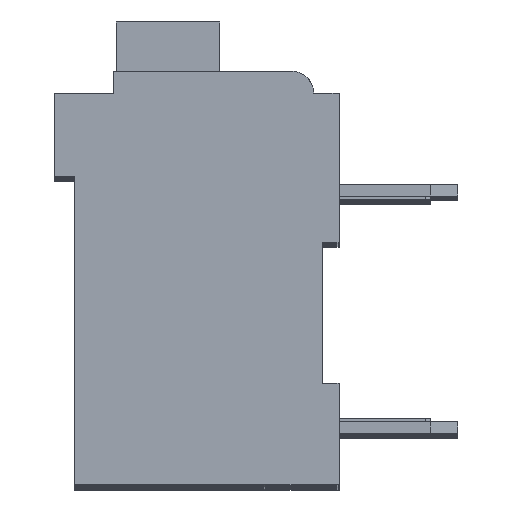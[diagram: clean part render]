
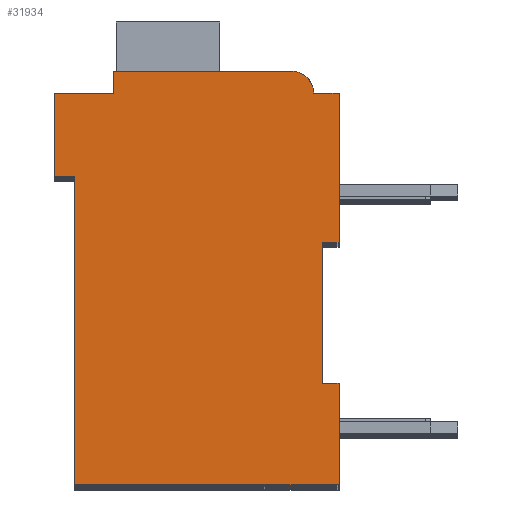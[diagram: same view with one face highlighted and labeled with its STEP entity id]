
A CAD part, top view. The second image highlights one B-rep face of the part: STEP entity #31934.
In plain terms, the highlighted planar face has unit normal (0, 0, 1).
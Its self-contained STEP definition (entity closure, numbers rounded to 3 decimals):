
#3570=DIRECTION('',(1.,0.,0.));
#3571=VECTOR('',#3570,0.5);
#3572=CARTESIAN_POINT('',(7.3,7.15,2.1));
#3573=LINE('',#3572,#3571);
#3574=DIRECTION('',(0.,1.,0.));
#3575=VECTOR('',#3574,4.15);
#3576=CARTESIAN_POINT('',(7.3,3.,2.1));
#3577=LINE('',#3576,#3575);
#3578=DIRECTION('',(-1.,0.,0.));
#3579=VECTOR('',#3578,0.5);
#3580=CARTESIAN_POINT('',(7.8,3.,2.1));
#3581=LINE('',#3580,#3579);
#3582=DIRECTION('',(0.,1.,0.));
#3583=VECTOR('',#3582,3.);
#3584=CARTESIAN_POINT('',(7.8,0.,2.1));
#3585=LINE('',#3584,#3583);
#3586=DIRECTION('',(1.,0.,0.));
#3587=VECTOR('',#3586,7.8);
#3588=CARTESIAN_POINT('',(0.,0.,2.1));
#3589=LINE('',#3588,#3587);
#3590=DIRECTION('',(0.,-1.,0.));
#3591=VECTOR('',#3590,9.1);
#3592=CARTESIAN_POINT('',(0.,9.1,2.1));
#3593=LINE('',#3592,#3591);
#3594=DIRECTION('',(1.,0.,0.));
#3595=VECTOR('',#3594,0.6);
#3596=CARTESIAN_POINT('',(-0.6,9.1,2.1));
#3597=LINE('',#3596,#3595);
#3598=DIRECTION('',(0.,-1.,0.));
#3599=VECTOR('',#3598,2.45);
#3600=CARTESIAN_POINT('',(-0.6,11.55,2.1));
#3601=LINE('',#3600,#3599);
#3602=DIRECTION('',(-1.,0.,0.));
#3603=VECTOR('',#3602,1.75);
#3604=CARTESIAN_POINT('',(1.15,11.55,2.1));
#3605=LINE('',#3604,#3603);
#3606=DIRECTION('',(0.,-1.,0.));
#3607=VECTOR('',#3606,0.65);
#3608=CARTESIAN_POINT('',(1.15,12.2,2.1));
#3609=LINE('',#3608,#3607);
#3610=DIRECTION('',(-1.,0.,0.));
#3611=VECTOR('',#3610,5.25);
#3612=CARTESIAN_POINT('',(6.4,12.2,2.1));
#3613=LINE('',#3612,#3611);
#3614=CARTESIAN_POINT('',(6.4,11.55,2.1));
#3615=DIRECTION('',(0.,0.,1.));
#3616=DIRECTION('',(1.,0.,0.));
#3617=AXIS2_PLACEMENT_3D('',#3614,#3615,#3616);
#3619=DIRECTION('',(-1.,0.,0.));
#3620=VECTOR('',#3619,0.75);
#3621=CARTESIAN_POINT('',(7.8,11.55,2.1));
#3622=LINE('',#3621,#3620);
#3623=DIRECTION('',(0.,1.,0.));
#3624=VECTOR('',#3623,4.4);
#3625=CARTESIAN_POINT('',(7.8,7.15,2.1));
#3626=LINE('',#3625,#3624);
#22195=CARTESIAN_POINT('',(7.3,7.15,2.1));
#22196=CARTESIAN_POINT('',(7.8,7.15,2.1));
#22197=VERTEX_POINT('',#22195);
#22198=VERTEX_POINT('',#22196);
#22199=CARTESIAN_POINT('',(7.8,11.55,2.1));
#22200=VERTEX_POINT('',#22199);
#22201=CARTESIAN_POINT('',(7.05,11.55,2.1));
#22202=VERTEX_POINT('',#22201);
#22203=CARTESIAN_POINT('',(6.4,12.2,2.1));
#22204=VERTEX_POINT('',#22203);
#22205=CARTESIAN_POINT('',(1.15,12.2,2.1));
#22206=VERTEX_POINT('',#22205);
#22207=CARTESIAN_POINT('',(1.15,11.55,2.1));
#22208=VERTEX_POINT('',#22207);
#22209=CARTESIAN_POINT('',(-0.6,11.55,2.1));
#22210=VERTEX_POINT('',#22209);
#22211=CARTESIAN_POINT('',(-0.6,9.1,2.1));
#22212=VERTEX_POINT('',#22211);
#22213=CARTESIAN_POINT('',(0.,9.1,2.1));
#22214=VERTEX_POINT('',#22213);
#22215=CARTESIAN_POINT('',(0.,0.,2.1));
#22216=VERTEX_POINT('',#22215);
#22217=CARTESIAN_POINT('',(7.8,0.,2.1));
#22218=VERTEX_POINT('',#22217);
#22219=CARTESIAN_POINT('',(7.8,3.,2.1));
#22220=VERTEX_POINT('',#22219);
#22221=CARTESIAN_POINT('',(7.3,3.,2.1));
#22222=VERTEX_POINT('',#22221);
#31904=CARTESIAN_POINT('',(0.,0.,2.1));
#31905=DIRECTION('',(0.,0.,1.));
#31906=DIRECTION('',(1.,0.,0.));
#31907=AXIS2_PLACEMENT_3D('',#31904,#31905,#31906);
#31908=PLANE('',#31907);
#31909=ORIENTED_EDGE('',*,*,#29180,.F.);
#31910=ORIENTED_EDGE('',*,*,#30275,.F.);
#31912=ORIENTED_EDGE('',*,*,#31911,.F.);
#31914=ORIENTED_EDGE('',*,*,#31913,.F.);
#31915=ORIENTED_EDGE('',*,*,#31357,.F.);
#31916=ORIENTED_EDGE('',*,*,#31154,.F.);
#31918=ORIENTED_EDGE('',*,*,#31917,.F.);
#31920=ORIENTED_EDGE('',*,*,#31919,.F.);
#31922=ORIENTED_EDGE('',*,*,#31921,.F.);
#31924=ORIENTED_EDGE('',*,*,#31923,.F.);
#31926=ORIENTED_EDGE('',*,*,#31925,.F.);
#31928=ORIENTED_EDGE('',*,*,#31927,.F.);
#31930=ORIENTED_EDGE('',*,*,#31929,.F.);
#31931=ORIENTED_EDGE('',*,*,#29771,.F.);
#31932=EDGE_LOOP('',(#31909,#31910,#31912,#31914,#31915,#31916,#31918,#31920,
#31922,#31924,#31926,#31928,#31930,#31931));
#31933=FACE_OUTER_BOUND('',#31932,.F.);
#3618=CIRCLE('',#3617,0.65);
#29180=EDGE_CURVE('',#22197,#22198,#3573,.T.);
#29771=EDGE_CURVE('',#22198,#22200,#3626,.T.);
#30275=EDGE_CURVE('',#22222,#22197,#3577,.T.);
#31154=EDGE_CURVE('',#22214,#22216,#3593,.T.);
#31357=EDGE_CURVE('',#22216,#22218,#3589,.T.);
#31911=EDGE_CURVE('',#22220,#22222,#3581,.T.);
#31913=EDGE_CURVE('',#22218,#22220,#3585,.T.);
#31917=EDGE_CURVE('',#22212,#22214,#3597,.T.);
#31919=EDGE_CURVE('',#22210,#22212,#3601,.T.);
#31921=EDGE_CURVE('',#22208,#22210,#3605,.T.);
#31923=EDGE_CURVE('',#22206,#22208,#3609,.T.);
#31925=EDGE_CURVE('',#22204,#22206,#3613,.T.);
#31927=EDGE_CURVE('',#22202,#22204,#3618,.T.);
#31929=EDGE_CURVE('',#22200,#22202,#3622,.T.);
#31934=ADVANCED_FACE('',(#31933),#31908,.T.);
